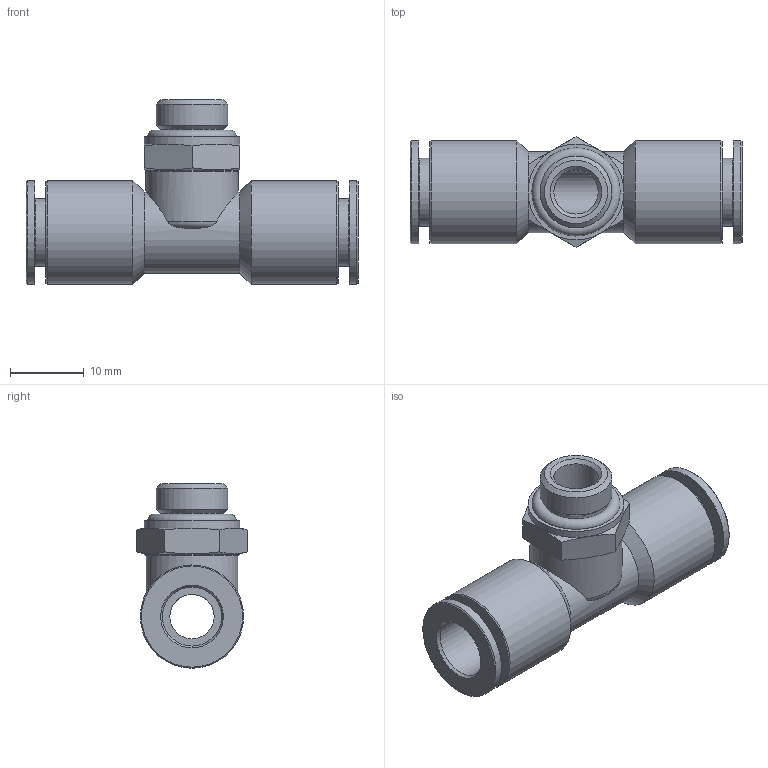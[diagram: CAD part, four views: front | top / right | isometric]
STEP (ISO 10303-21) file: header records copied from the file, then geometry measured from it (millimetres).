
FILE_DESCRIPTION(/* description */ ('STEP AP214'),/* implementation_level */ '2;1');
FILE_NAME(/* name */ '558738_NPQM-T-G18-Q8-P10',/* time_stamp */ '2024-09-13T06:43:29+02:00',/* author */ ('License CC BY-ND 4.0'),/* organization */ ('CADENAS'),/* preprocessor_version */ 'ST-DEVELOPER v19.3',/* originating_system */ 'PARTsolutions',/* authorisation */ ' ');
FILE_SCHEMA (('AUTOMOTIVE_DESIGN {1 0 10303 214 3 1 1}'));
Length unit declared in the file: millimetre
Products named in the file (1): 558738 NPQM-T-G18-Q8-P10
Bounding box: 45 x 15.01 x 25 mm (x, y, z)
Volume: 4923.4 mm3; surface area: 4302.7 mm2
Topology: 1 solids, 1 shells, 58 faces, 119 edges, 71 vertices
Faces by surface type: cone 24, plane 16, cylinder 15, torus 3
Full cylindrical faces by diameter (mm): 6 x2, 8 x2, 8.566 x1, 9.2 x2, 9.728 x1, 11 x1, 12.5 x1, 13 x1, 14 x4
Entity records: 1820 total; most frequent: CARTESIAN_POINT 317, DIRECTION 228, ORIENTED_EDGE 168, AXIS2_PLACEMENT_3D 111, EDGE_LOOP 102, FACE_BOUND 102, EDGE_CURVE 84, VERTEX_POINT 68
